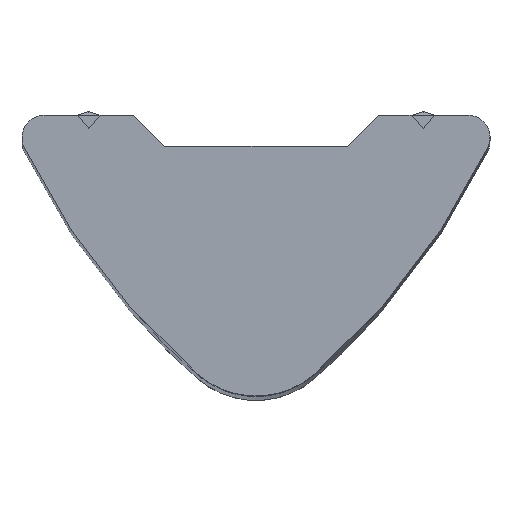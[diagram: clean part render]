
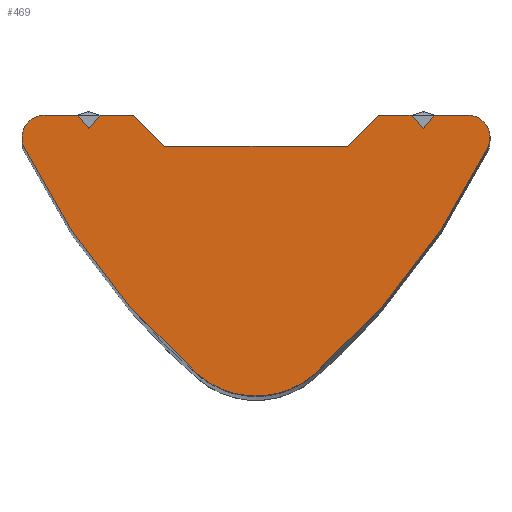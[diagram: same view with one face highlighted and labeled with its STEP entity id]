
A CAD part, top view. The second image highlights one B-rep face of the part: STEP entity #469.
In plain terms, the highlighted planar face has unit normal (0, 0, 1).
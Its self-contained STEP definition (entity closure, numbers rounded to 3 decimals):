
#8 = CARTESIAN_POINT ( 'NONE',  ( -3.75, -0.3, 29. ) ) ;
#18 = CARTESIAN_POINT ( 'NONE',  ( -4.75, -0.5, 29. ) ) ;
#19 = CARTESIAN_POINT ( 'NONE',  ( -4.75, -0.5, 29. ) ) ;
#51 = ORIENTED_EDGE ( 'NONE', *, *, #448, .T. ) ;
#53 = DIRECTION ( 'NONE',  ( -1., 0., 0. ) ) ;
#60 = VERTEX_POINT ( 'NONE', #1037 ) ;
#72 = CARTESIAN_POINT ( 'NONE',  ( -5.25, -0.5, 29. ) ) ;
#74 = DIRECTION ( 'NONE',  ( 0., 0., 1. ) ) ;
#79 = ORIENTED_EDGE ( 'NONE', *, *, #641, .T. ) ;
#80 = LINE ( 'NONE', #903, #1089 ) ;
#94 = CARTESIAN_POINT ( 'NONE',  ( 9.203, 6.25, 29. ) ) ;
#103 = AXIS2_PLACEMENT_3D ( 'NONE', #170, #851, #273 ) ;
#106 = VECTOR ( 'NONE', #889, 1000. ) ;
#115 = EDGE_CURVE ( 'NONE', #522, #965, #310, .T. ) ;
#126 = PLANE ( 'NONE',  #770 ) ;
#127 = CARTESIAN_POINT ( 'NONE',  ( 4.75, -0.5, 29. ) ) ;
#128 = VERTEX_POINT ( 'NONE', #1159 ) ;
#136 = CARTESIAN_POINT ( 'NONE',  ( -5.2, -0.718, 29. ) ) ;
#141 = CIRCLE ( 'NONE', #942, 16. ) ;
#142 = CARTESIAN_POINT ( 'NONE',  ( 4.75, 0., 29. ) ) ;
#145 = ORIENTED_EDGE ( 'NONE', *, *, #725, .T. ) ;
#170 = CARTESIAN_POINT ( 'NONE',  ( -4.75, -0.5, 29. ) ) ;
#172 = CARTESIAN_POINT ( 'NONE',  ( 4., 0., 29. ) ) ;
#175 = VERTEX_POINT ( 'NONE', #8 ) ;
#181 = EDGE_CURVE ( 'NONE', #675, #714, #635, .T. ) ;
#187 = AXIS2_PLACEMENT_3D ( 'NONE', #271, #1187, #605 ) ;
#199 = DIRECTION ( 'NONE',  ( 1., 0., 0. ) ) ;
#219 = DIRECTION ( 'NONE',  ( -1., 0., 0. ) ) ;
#225 = DIRECTION ( 'NONE',  ( 0.64, 0.768, 0. ) ) ;
#234 = LINE ( 'NONE', #647, #1245 ) ;
#250 = VERTEX_POINT ( 'NONE', #136 ) ;
#257 = CARTESIAN_POINT ( 'NONE',  ( -2.05, -0.7, 29. ) ) ;
#267 = VECTOR ( 'NONE', #53, 1000. ) ;
#271 = CARTESIAN_POINT ( 'NONE',  ( -9.203, 6.25, 29. ) ) ;
#273 = DIRECTION ( 'NONE',  ( 1., 0., 0. ) ) ;
#276 = DIRECTION ( 'NONE',  ( -1., 0., 0. ) ) ;
#296 = CARTESIAN_POINT ( 'NONE',  ( -1.315, -5.807, 29. ) ) ;
#304 = VERTEX_POINT ( 'NONE', #142 ) ;
#310 = LINE ( 'NONE', #1251, #1057 ) ;
#312 = AXIS2_PLACEMENT_3D ( 'NONE', #18, #319, #902 ) ;
#314 = EDGE_CURVE ( 'NONE', #1175, #522, #999, .T. ) ;
#319 = DIRECTION ( 'NONE',  ( 0., 0., 1. ) ) ;
#328 = CARTESIAN_POINT ( 'NONE',  ( -4., 0., 29. ) ) ;
#338 = ORIENTED_EDGE ( 'NONE', *, *, #314, .F. ) ;
#349 = DIRECTION ( 'NONE',  ( -1., 0., 0. ) ) ;
#354 = VERTEX_POINT ( 'NONE', #395 ) ;
#371 = DIRECTION ( 'NONE',  ( 0.64, 0.768, 0. ) ) ;
#395 = CARTESIAN_POINT ( 'NONE',  ( 2.05, -0.7, 29. ) ) ;
#404 = LINE ( 'NONE', #1181, #106 ) ;
#407 = CIRCLE ( 'NONE', #187, 16. ) ;
#418 = EDGE_CURVE ( 'NONE', #304, #965, #695, .T. ) ;
#431 = AXIS2_PLACEMENT_3D ( 'NONE', #661, #74, #758 ) ;
#444 = EDGE_CURVE ( 'NONE', #732, #60, #407, .T. ) ;
#448 = EDGE_CURVE ( 'NONE', #948, #128, #919, .T. ) ;
#458 = ORIENTED_EDGE ( 'NONE', *, *, #687, .T. ) ;
#462 = CARTESIAN_POINT ( 'NONE',  ( -4.75, 0., 29. ) ) ;
#464 = CARTESIAN_POINT ( 'NONE',  ( -2.75, 0., 29. ) ) ;
#468 = VECTOR ( 'NONE', #276, 1000. ) ;
#469 = ADVANCED_FACE ( 'NONE', ( #1151 ), #126, .T. ) ;
#488 = DIRECTION ( 'NONE',  ( -1., 0., 0. ) ) ;
#495 = VERTEX_POINT ( 'NONE', #1101 ) ;
#507 = EDGE_CURVE ( 'NONE', #175, #495, #80, .T. ) ;
#513 = DIRECTION ( 'NONE',  ( 0.64, -0.768, 0. ) ) ;
#522 = VERTEX_POINT ( 'NONE', #1104 ) ;
#537 = CARTESIAN_POINT ( 'NONE',  ( -2.75, 0., 29. ) ) ;
#538 = EDGE_LOOP ( 'NONE', ( #642, #338, #145, #742, #79, #51, #573, #1224, #580, #539, #648, #458, #1030, #898, #593, #1154, #1005 ) ) ;
#539 = ORIENTED_EDGE ( 'NONE', *, *, #961, .T. ) ;
#557 = CIRCLE ( 'NONE', #1216, 0.5 ) ;
#560 = DIRECTION ( 'NONE',  ( -0.707, -0.707, 0. ) ) ;
#573 = ORIENTED_EDGE ( 'NONE', *, *, #1256, .T. ) ;
#580 = ORIENTED_EDGE ( 'NONE', *, *, #834, .F. ) ;
#593 = ORIENTED_EDGE ( 'NONE', *, *, #444, .T. ) ;
#605 = DIRECTION ( 'NONE',  ( -1., 0., 0. ) ) ;
#635 = CIRCLE ( 'NONE', #312, 0.5 ) ;
#641 = EDGE_CURVE ( 'NONE', #354, #948, #1040, .T. ) ;
#642 = ORIENTED_EDGE ( 'NONE', *, *, #115, .F. ) ;
#643 = CARTESIAN_POINT ( 'NONE',  ( 2.75, 0., 29. ) ) ;
#647 = CARTESIAN_POINT ( 'NONE',  ( 2.75, 0., 29. ) ) ;
#648 = ORIENTED_EDGE ( 'NONE', *, *, #181, .T. ) ;
#661 = CARTESIAN_POINT ( 'NONE',  ( 0., -4.3, 29. ) ) ;
#662 = VECTOR ( 'NONE', #488, 1000. ) ;
#666 = VECTOR ( 'NONE', #349, 1000. ) ;
#675 = VERTEX_POINT ( 'NONE', #462 ) ;
#680 = EDGE_CURVE ( 'NONE', #887, #354, #234, .T. ) ;
#687 = EDGE_CURVE ( 'NONE', #714, #250, #748, .T. ) ;
#695 = LINE ( 'NONE', #729, #666 ) ;
#704 = VECTOR ( 'NONE', #1045, 1000. ) ;
#714 = VERTEX_POINT ( 'NONE', #72 ) ;
#717 = CARTESIAN_POINT ( 'NONE',  ( 3.75, -0.3, 29. ) ) ;
#725 = EDGE_CURVE ( 'NONE', #1175, #887, #1211, .T. ) ;
#729 = CARTESIAN_POINT ( 'NONE',  ( 4.75, 0., 29. ) ) ;
#732 = VERTEX_POINT ( 'NONE', #955 ) ;
#742 = ORIENTED_EDGE ( 'NONE', *, *, #680, .T. ) ;
#748 = CIRCLE ( 'NONE', #103, 0.5 ) ;
#758 = DIRECTION ( 'NONE',  ( 1., 0., 0. ) ) ;
#762 = LINE ( 'NONE', #464, #704 ) ;
#770 = AXIS2_PLACEMENT_3D ( 'NONE', #19, #1096, #803 ) ;
#778 = DIRECTION ( 'NONE',  ( 0., 0., 1. ) ) ;
#803 = DIRECTION ( 'NONE',  ( 1., 0., 0. ) ) ;
#804 = DIRECTION ( 'NONE',  ( 0., 0., 1. ) ) ;
#834 = EDGE_CURVE ( 'NONE', #1121, #175, #404, .T. ) ;
#851 = DIRECTION ( 'NONE',  ( 0., 0., 1. ) ) ;
#855 = CARTESIAN_POINT ( 'NONE',  ( 4.75, 0., 29. ) ) ;
#887 = VERTEX_POINT ( 'NONE', #643 ) ;
#888 = VECTOR ( 'NONE', #1218, 1000. ) ;
#889 = DIRECTION ( 'NONE',  ( 0.64, -0.768, 0. ) ) ;
#898 = ORIENTED_EDGE ( 'NONE', *, *, #990, .T. ) ;
#902 = DIRECTION ( 'NONE',  ( 1., 0., 0. ) ) ;
#903 = CARTESIAN_POINT ( 'NONE',  ( -3.75, -0.3, 29. ) ) ;
#911 = CARTESIAN_POINT ( 'NONE',  ( 3.5, 0., 29. ) ) ;
#917 = LINE ( 'NONE', #973, #662 ) ;
#919 = LINE ( 'NONE', #537, #888 ) ;
#942 = AXIS2_PLACEMENT_3D ( 'NONE', #94, #778, #199 ) ;
#948 = VERTEX_POINT ( 'NONE', #1141 ) ;
#955 = CARTESIAN_POINT ( 'NONE',  ( 1.315, -5.807, 29. ) ) ;
#961 = EDGE_CURVE ( 'NONE', #1121, #675, #762, .T. ) ;
#965 = VERTEX_POINT ( 'NONE', #172 ) ;
#973 = CARTESIAN_POINT ( 'NONE',  ( -2.75, 0., 29. ) ) ;
#990 = EDGE_CURVE ( 'NONE', #1272, #732, #1062, .T. ) ;
#999 = LINE ( 'NONE', #717, #1013 ) ;
#1005 = ORIENTED_EDGE ( 'NONE', *, *, #418, .T. ) ;
#1013 = VECTOR ( 'NONE', #513, 1000. ) ;
#1030 = ORIENTED_EDGE ( 'NONE', *, *, #1257, .T. ) ;
#1037 = CARTESIAN_POINT ( 'NONE',  ( 5.2, -0.718, 29. ) ) ;
#1040 = LINE ( 'NONE', #257, #267 ) ;
#1045 = DIRECTION ( 'NONE',  ( -1., 0., 0. ) ) ;
#1057 = VECTOR ( 'NONE', #371, 1000. ) ;
#1062 = CIRCLE ( 'NONE', #431, 2. ) ;
#1089 = VECTOR ( 'NONE', #225, 1000. ) ;
#1096 = DIRECTION ( 'NONE',  ( 0., 0., 1. ) ) ;
#1098 = EDGE_CURVE ( 'NONE', #60, #304, #557, .T. ) ;
#1101 = CARTESIAN_POINT ( 'NONE',  ( -3.5, 0., 29. ) ) ;
#1104 = CARTESIAN_POINT ( 'NONE',  ( 3.75, -0.3, 29. ) ) ;
#1121 = VERTEX_POINT ( 'NONE', #328 ) ;
#1141 = CARTESIAN_POINT ( 'NONE',  ( -2.05, -0.7, 29. ) ) ;
#1151 = FACE_OUTER_BOUND ( 'NONE', #538, .T. ) ;
#1154 = ORIENTED_EDGE ( 'NONE', *, *, #1098, .T. ) ;
#1159 = CARTESIAN_POINT ( 'NONE',  ( -2.75, 0., 29. ) ) ;
#1175 = VERTEX_POINT ( 'NONE', #911 ) ;
#1181 = CARTESIAN_POINT ( 'NONE',  ( -4., 0., 29. ) ) ;
#1187 = DIRECTION ( 'NONE',  ( 0., 0., 1. ) ) ;
#1211 = LINE ( 'NONE', #855, #468 ) ;
#1216 = AXIS2_PLACEMENT_3D ( 'NONE', #127, #804, #219 ) ;
#1218 = DIRECTION ( 'NONE',  ( -0.707, 0.707, 0. ) ) ;
#1224 = ORIENTED_EDGE ( 'NONE', *, *, #507, .F. ) ;
#1245 = VECTOR ( 'NONE', #560, 1000. ) ;
#1251 = CARTESIAN_POINT ( 'NONE',  ( 4., 0., 29. ) ) ;
#1256 = EDGE_CURVE ( 'NONE', #128, #495, #917, .T. ) ;
#1257 = EDGE_CURVE ( 'NONE', #250, #1272, #141, .T. ) ;
#1272 = VERTEX_POINT ( 'NONE', #296 ) ;
